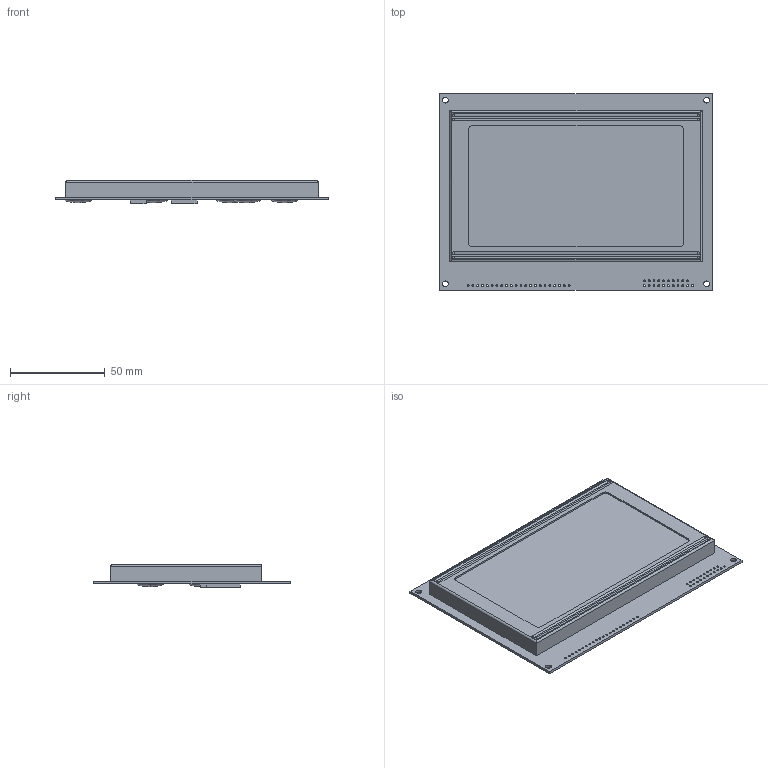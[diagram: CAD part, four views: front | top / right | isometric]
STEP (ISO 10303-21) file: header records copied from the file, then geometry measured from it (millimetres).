
FILE_DESCRIPTION (( 'STEP AP214' ), '1' );
FILE_NAME ('User Library-TS240128D-1.STEP', '2020-08-20T19:37:14', ( '' ), ( '' ), 'SwSTEP 2.0', 'SolidWorks 2020', '' );
FILE_SCHEMA (( 'AUTOMOTIVE_DESIGN' ));
Length unit declared in the file: millimetre
Products named in the file (1): User Library-TS240128D-1
Bounding box: 144 x 104 x 12.33 mm (x, y, z)
Volume: 111037.4 mm3; surface area: 57139.4 mm2
Topology: 4 solids, 4 shells, 159 faces, 440 edges, 279 vertices
Faces by surface type: cylinder 110, plane 31, bspline 10, torus 8
Entity records: 6124 total; most frequent: CARTESIAN_POINT 1053, DIRECTION 938, ORIENTED_EDGE 844, EDGE_CURVE 422, AXIS2_PLACEMENT_3D 380, VERTEX_POINT 279, EDGE_LOOP 261, CIRCLE 230
